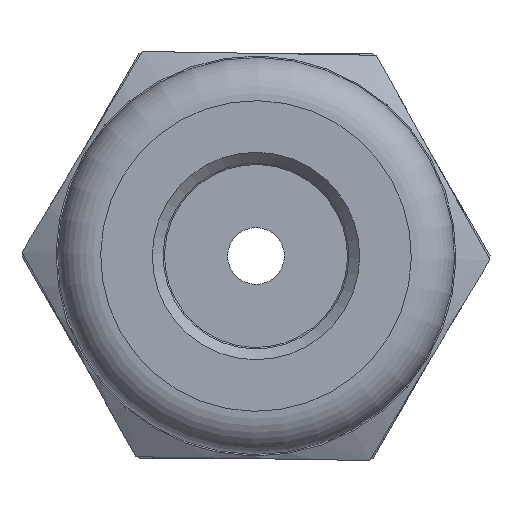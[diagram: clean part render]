
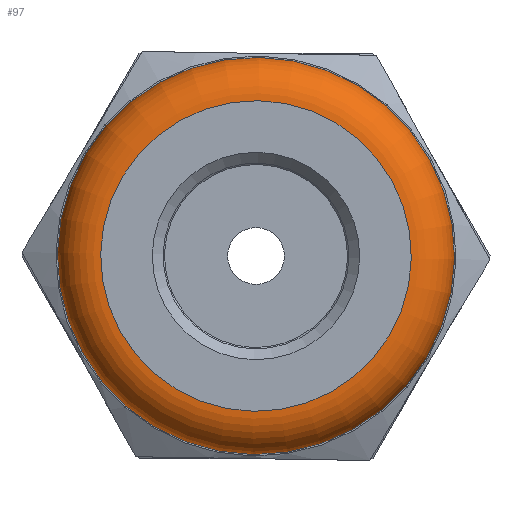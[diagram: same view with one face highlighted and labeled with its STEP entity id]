
A CAD part, left-side view. The second image highlights one B-rep face of the part: STEP entity #97.
In plain terms, the highlighted toroidal (fillet/blend) face has major radius 5.476 mm and minor radius 1.524 mm.
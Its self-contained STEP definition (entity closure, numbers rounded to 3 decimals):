
#70=CARTESIAN_POINT('',(-22.516,-9.554,-18.385));
#71=DIRECTION('',(1.0,0.,0.));
#72=DIRECTION('',(0.,0.858,0.514));
#73=AXIS2_PLACEMENT_3D('',#70,#71,#72);
#74=TOROIDAL_SURFACE('',#73,5.476,1.524);
#75=CARTESIAN_POINT('',(-22.516,-13.152,-12.38));
#76=VERTEX_POINT('',#75);
#77=CARTESIAN_POINT('',(-22.516,-9.554,-18.385));
#78=DIRECTION('',(1.0,0.,0.));
#79=DIRECTION('',(0.,-0.514,0.858));
#80=AXIS2_PLACEMENT_3D('',#77,#78,#79);
#81=CIRCLE('',#80,7.);
#82=EDGE_CURVE('',#76,#76,#81,.T.);
#83=ORIENTED_EDGE('',*,*,#82,.F.);
#84=EDGE_LOOP('',(#83));
#85=FACE_OUTER_BOUND('',#84,.T.);
#86=CARTESIAN_POINT('',(-24.04,-12.368,-13.687));
#87=VERTEX_POINT('',#86);
#88=CARTESIAN_POINT('',(-24.04,-9.554,-18.385));
#89=DIRECTION('',(1.0,0.,0.));
#90=DIRECTION('',(0.,0.514,-0.858));
#91=AXIS2_PLACEMENT_3D('',#88,#89,#90);
#92=CIRCLE('',#91,5.476);
#93=EDGE_CURVE('',#87,#87,#92,.T.);
#94=ORIENTED_EDGE('',*,*,#93,.T.);
#95=EDGE_LOOP('',(#94));
#96=FACE_BOUND('',#95,.T.);
#97=ADVANCED_FACE('',(#85,#96),#74,.T.);
